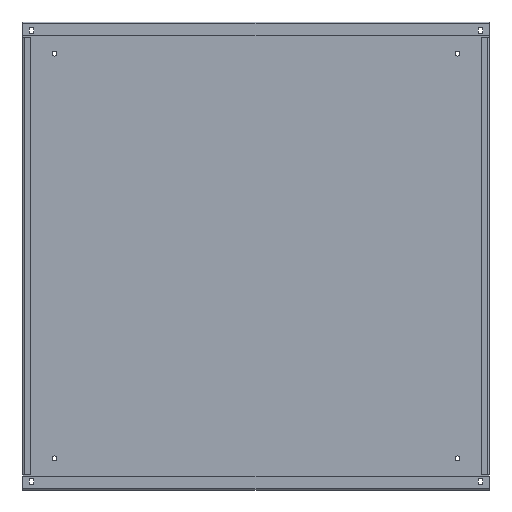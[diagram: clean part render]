
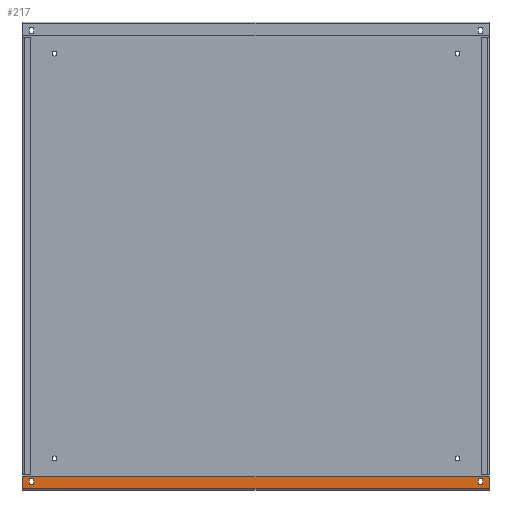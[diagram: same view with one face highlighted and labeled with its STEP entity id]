
A CAD part, top view. The second image highlights one B-rep face of the part: STEP entity #217.
In plain terms, the highlighted planar face has unit normal (0, 0, 1).
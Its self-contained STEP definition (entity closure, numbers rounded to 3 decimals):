
#217 = ADVANCED_FACE ( 'NONE', ( #2253, #2250, #2248 ), #2246, .F. ) ;
#1297 = LINE ( 'NONE', #1303, #1462 ) ;
#1303 = CARTESIAN_POINT ( 'NONE',  ( 429.5, 1341.122, 25. ) ) ;
#1304 = CARTESIAN_POINT ( 'NONE',  ( 420.5, 1341.122, 25. ) ) ;
#1305 = DIRECTION ( 'NONE',  ( 0., 1., 0. ) ) ;
#1306 = LINE ( 'NONE', #1316, #1509 ) ;
#1307 = LINE ( 'NONE', #1314, #1459 ) ;
#1308 = LINE ( 'NONE', #1304, #1438 ) ;
#1309 = CARTESIAN_POINT ( 'NONE',  ( 425., -428.5, 25. ) ) ;
#1310 = DIRECTION ( 'NONE',  ( 0., 0., 1. ) ) ;
#1311 = DIRECTION ( 'NONE',  ( 1., 0., 0. ) ) ;
#1312 = LINE ( 'NONE', #1319, #1456 ) ;
#1313 = DIRECTION ( 'NONE',  ( 0., 1., 0. ) ) ;
#1314 = CARTESIAN_POINT ( 'NONE',  ( -441.5, -440.49, 25. ) ) ;
#1315 = DIRECTION ( 'NONE',  ( -1., 0., 0. ) ) ;
#1316 = CARTESIAN_POINT ( 'NONE',  ( 441.5, -418., 25. ) ) ;
#1317 = CARTESIAN_POINT ( 'NONE',  ( -429.5, 1341.122, 25. ) ) ;
#1318 = DIRECTION ( 'NONE',  ( 0., 1., 0. ) ) ;
#1319 = CARTESIAN_POINT ( 'NONE',  ( -441.5, -418., 25. ) ) ;
#1320 = DIRECTION ( 'NONE',  ( -1., 0., 0. ) ) ;
#1321 = LINE ( 'NONE', #1322, #1500 ) ;
#1322 = CARTESIAN_POINT ( 'NONE',  ( -441.5, -440.5, 25. ) ) ;
#1323 = DIRECTION ( 'NONE',  ( 0., -1., 0. ) ) ;
#1324 = CARTESIAN_POINT ( 'NONE',  ( -420.5, 1341.122, 25. ) ) ;
#1325 = LINE ( 'NONE', #1324, #1444 ) ;
#1326 = LINE ( 'NONE', #1317, #1470 ) ;
#1327 = CARTESIAN_POINT ( 'NONE',  ( -425., -428.5, 25. ) ) ;
#1328 = DIRECTION ( 'NONE',  ( 0., 0., -1. ) ) ;
#1329 = DIRECTION ( 'NONE',  ( 1., 0., 0. ) ) ;
#1330 = DIRECTION ( 'NONE',  ( 0., 1., 0. ) ) ;
#1332 = CARTESIAN_POINT ( 'NONE',  ( -425., -425.5, 25. ) ) ;
#1333 = DIRECTION ( 'NONE',  ( 0., 0., -1. ) ) ;
#1334 = DIRECTION ( 'NONE',  ( 1., 0., 0. ) ) ;
#1336 = DIRECTION ( 'NONE',  ( 0., 1., 0. ) ) ;
#1438 = VECTOR ( 'NONE', #1313, 1000. ) ;
#1444 = VECTOR ( 'NONE', #1336, 1000. ) ;
#1456 = VECTOR ( 'NONE', #1320, 1000. ) ;
#1459 = VECTOR ( 'NONE', #1315, 1000. ) ;
#1462 = VECTOR ( 'NONE', #1305, 1000. ) ;
#1464 = CIRCLE ( 'NONE', #1475, 4.5 ) ;
#1470 = VECTOR ( 'NONE', #1330, 1000. ) ;
#1475 = AXIS2_PLACEMENT_3D ( 'NONE', #1332, #1333, #1334 ) ;
#1476 = AXIS2_PLACEMENT_3D ( 'NONE', #1309, #1310, #1311 ) ;
#1481 = CIRCLE ( 'NONE', #1476, 4.5 ) ;
#1500 = VECTOR ( 'NONE', #1323, 1000. ) ;
#1505 = AXIS2_PLACEMENT_3D ( 'NONE', #1327, #1328, #1329 ) ;
#1509 = VECTOR ( 'NONE', #1318, 1000. ) ;
#1514 = CIRCLE ( 'NONE', #1505, 4.5 ) ;
#1781 = AXIS2_PLACEMENT_3D ( 'NONE', #2254, #2263, #2244 ) ;
#2154 = CIRCLE ( 'NONE', #2175, 4.5 ) ;
#2175 = AXIS2_PLACEMENT_3D ( 'NONE', #2724, #2725, #2726 ) ;
#2244 = DIRECTION ( 'NONE',  ( -1., 0., 0. ) ) ;
#2246 = PLANE ( 'NONE',  #1781 ) ;
#2248 = FACE_BOUND ( 'NONE', #3281, .T. ) ;
#2250 = FACE_OUTER_BOUND ( 'NONE', #3289, .T. ) ;
#2253 = FACE_BOUND ( 'NONE', #3274, .T. ) ;
#2254 = CARTESIAN_POINT ( 'NONE',  ( -441.5, -440.5, 25. ) ) ;
#2263 = DIRECTION ( 'NONE',  ( 0., 0., -1. ) ) ;
#2325 = CARTESIAN_POINT ( 'NONE',  ( -441.5, -418., 25. ) ) ;
#2331 = CARTESIAN_POINT ( 'NONE',  ( -429.5, -425.5, 25. ) ) ;
#2335 = CARTESIAN_POINT ( 'NONE',  ( -429.5, -428.5, 25. ) ) ;
#2339 = CARTESIAN_POINT ( 'NONE',  ( -420.5, -425.5, 25. ) ) ;
#2340 = CARTESIAN_POINT ( 'NONE',  ( 429.5, -428.5, 25. ) ) ;
#2345 = CARTESIAN_POINT ( 'NONE',  ( -441.5, -440.49, 25. ) ) ;
#2389 = CARTESIAN_POINT ( 'NONE',  ( 429.5, -425.5, 25. ) ) ;
#2394 = CARTESIAN_POINT ( 'NONE',  ( 441.5, -440.49, 25. ) ) ;
#2724 = CARTESIAN_POINT ( 'NONE',  ( 425., -425.5, 25. ) ) ;
#2725 = DIRECTION ( 'NONE',  ( 0., 0., 1. ) ) ;
#2726 = DIRECTION ( 'NONE',  ( 1., 0., 0. ) ) ;
#2774 = CARTESIAN_POINT ( 'NONE',  ( 420.5, -425.5, 25. ) ) ;
#2787 = CARTESIAN_POINT ( 'NONE',  ( -420.5, -428.5, 25. ) ) ;
#2792 = CARTESIAN_POINT ( 'NONE',  ( 441.5, -418., 25. ) ) ;
#2793 = CARTESIAN_POINT ( 'NONE',  ( 420.5, -428.5, 25. ) ) ;
#2921 = EDGE_CURVE ( 'NONE', #3692, #2945, #2154, .T. ) ;
#2945 = VERTEX_POINT ( 'NONE', #2774 ) ;
#2960 = VERTEX_POINT ( 'NONE', #2787 ) ;
#2965 = VERTEX_POINT ( 'NONE', #2792 ) ;
#2966 = VERTEX_POINT ( 'NONE', #2793 ) ;
#2998 = VERTEX_POINT ( 'NONE', #2325 ) ;
#3004 = VERTEX_POINT ( 'NONE', #2331 ) ;
#3008 = VERTEX_POINT ( 'NONE', #2335 ) ;
#3012 = VERTEX_POINT ( 'NONE', #2339 ) ;
#3013 = VERTEX_POINT ( 'NONE', #2340 ) ;
#3018 = VERTEX_POINT ( 'NONE', #2345 ) ;
#3150 = ORIENTED_EDGE ( 'NONE', *, *, #2921, .F. ) ;
#3167 = ORIENTED_EDGE ( 'NONE', *, *, #3759, .F. ) ;
#3171 = ORIENTED_EDGE ( 'NONE', *, *, #3768, .F. ) ;
#3173 = ORIENTED_EDGE ( 'NONE', *, *, #3761, .F. ) ;
#3177 = ORIENTED_EDGE ( 'NONE', *, *, #3758, .F. ) ;
#3191 = ORIENTED_EDGE ( 'NONE', *, *, #3760, .T. ) ;
#3194 = ORIENTED_EDGE ( 'NONE', *, *, #3765, .T. ) ;
#3199 = ORIENTED_EDGE ( 'NONE', *, *, #3766, .T. ) ;
#3207 = ORIENTED_EDGE ( 'NONE', *, *, #3762, .T. ) ;
#3214 = ORIENTED_EDGE ( 'NONE', *, *, #3763, .T. ) ;
#3230 = ORIENTED_EDGE ( 'NONE', *, *, #3764, .T. ) ;
#3239 = ORIENTED_EDGE ( 'NONE', *, *, #3767, .T. ) ;
#3274 = EDGE_LOOP ( 'NONE', ( #3150, #3177, #3167, #3191 ) ) ;
#3281 = EDGE_LOOP ( 'NONE', ( #3194, #3199, #3239, #3171 ) ) ;
#3289 = EDGE_LOOP ( 'NONE', ( #3173, #3207, #3214, #3230 ) ) ;
#3692 = VERTEX_POINT ( 'NONE', #2389 ) ;
#3697 = VERTEX_POINT ( 'NONE', #2394 ) ;
#3758 = EDGE_CURVE ( 'NONE', #3013, #3692, #1297, .T. ) ;
#3759 = EDGE_CURVE ( 'NONE', #2966, #3013, #1481, .T. ) ;
#3760 = EDGE_CURVE ( 'NONE', #2966, #2945, #1308, .T. ) ;
#3761 = EDGE_CURVE ( 'NONE', #3697, #3018, #1307, .T. ) ;
#3762 = EDGE_CURVE ( 'NONE', #3697, #2965, #1306, .T. ) ;
#3763 = EDGE_CURVE ( 'NONE', #2965, #2998, #1312, .T. ) ;
#3764 = EDGE_CURVE ( 'NONE', #2998, #3018, #1321, .T. ) ;
#3765 = EDGE_CURVE ( 'NONE', #2960, #3008, #1514, .T. ) ;
#3766 = EDGE_CURVE ( 'NONE', #3008, #3004, #1326, .T. ) ;
#3767 = EDGE_CURVE ( 'NONE', #3004, #3012, #1464, .T. ) ;
#3768 = EDGE_CURVE ( 'NONE', #2960, #3012, #1325, .T. ) ;
